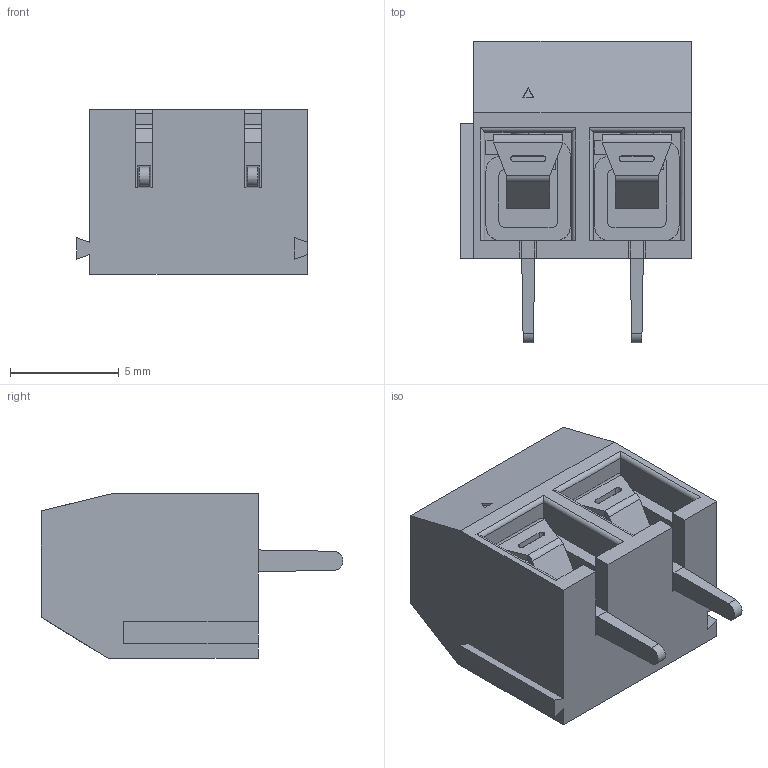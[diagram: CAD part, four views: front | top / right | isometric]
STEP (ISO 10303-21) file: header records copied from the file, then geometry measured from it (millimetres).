
FILE_DESCRIPTION (( 'STEP AP214' ), '1' );
FILE_NAME ('DG306-5.0-02P-12-00AH.STEP', '2021-01-21T19:58:24', ( '' ), ( '' ), 'SwSTEP 2.0', 'SolidWorks 2020', '' );
FILE_SCHEMA (( 'AUTOMOTIVE_DESIGN' ));
Length unit declared in the file: millimetre
Products named in the file (1): DG306-5.0-02P-12-00AH
Bounding box: 10.6 x 13.9 x 7.6 mm (x, y, z)
Volume: 558.8 mm3; surface area: 1174.2 mm2
Topology: 1 solids, 1 shells, 455 faces, 1209 edges, 792 vertices
Faces by surface type: plane 236, bspline 149, cylinder 52, torus 14, cone 4
Entity records: 25989 total; most frequent: CARTESIAN_POINT 11418, ORIENTED_EDGE 2418, DIRECTION 1617, EDGE_CURVE 1209, VERTEX_POINT 792, LINE 763, VECTOR 763, EDGE_LOOP 499
